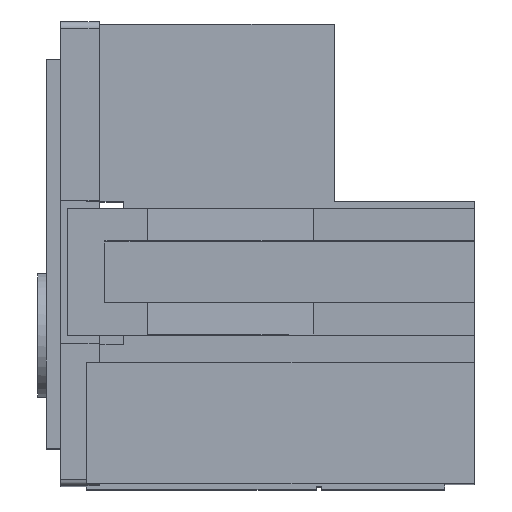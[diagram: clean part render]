
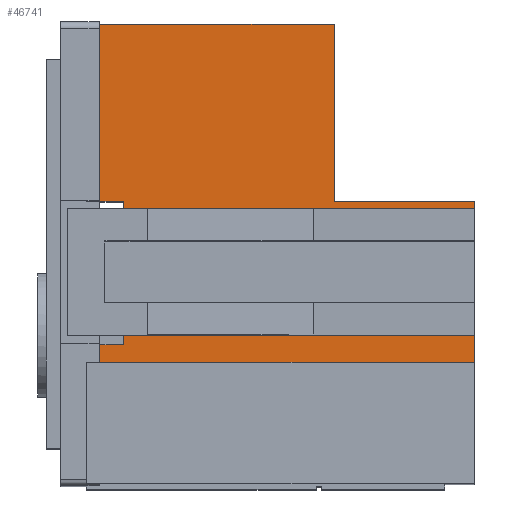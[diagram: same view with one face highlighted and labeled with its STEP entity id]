
A CAD part, top view. The second image highlights one B-rep face of the part: STEP entity #46741.
In plain terms, the highlighted planar face has unit normal (0, 0, 1).
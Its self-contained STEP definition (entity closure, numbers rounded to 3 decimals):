
#321 = VECTOR ( 'NONE', #58739, 1000. ) ;
#2929 = CARTESIAN_POINT ( 'NONE',  ( 18.4, 13.05, 31.325 ) ) ;
#3841 = VECTOR ( 'NONE', #39882, 1000. ) ;
#4555 = EDGE_CURVE ( 'NONE', #59799, #39203, #25413, .T. ) ;
#5647 = EDGE_LOOP ( 'NONE', ( #16028, #36028, #32256, #63861, #8796, #66399, #26688, #51241, #76943, #8077, #20698, #26263, #12569, #14804 ) ) ;
#6059 = CARTESIAN_POINT ( 'NONE',  ( 15.07, 7.05, 31.325 ) ) ;
#6216 = DIRECTION ( 'NONE',  ( 0., 1., 0. ) ) ;
#6355 = VECTOR ( 'NONE', #22862, 1000. ) ;
#6411 = CARTESIAN_POINT ( 'NONE',  ( 0., 13.4, 31.325 ) ) ;
#7313 = DIRECTION ( 'NONE',  ( 0., 0., -1. ) ) ;
#8077 = ORIENTED_EDGE ( 'NONE', *, *, #52072, .T. ) ;
#8796 = ORIENTED_EDGE ( 'NONE', *, *, #15742, .F. ) ;
#9792 = VERTEX_POINT ( 'NONE', #34830 ) ;
#10992 = CARTESIAN_POINT ( 'NONE',  ( 11.75, 13.4, 31.325 ) ) ;
#11367 = VERTEX_POINT ( 'NONE', #2929 ) ;
#11644 = DIRECTION ( 'NONE',  ( -1., 0., 0. ) ) ;
#11875 = CARTESIAN_POINT ( 'NONE',  ( 0., 5.75, 31.325 ) ) ;
#12419 = LINE ( 'NONE', #71138, #47972 ) ;
#12569 = ORIENTED_EDGE ( 'NONE', *, *, #70185, .F. ) ;
#14804 = ORIENTED_EDGE ( 'NONE', *, *, #66913, .F. ) ;
#14986 = DIRECTION ( 'NONE',  ( 0., 1., 0. ) ) ;
#15742 = EDGE_CURVE ( 'NONE', #45465, #73849, #63677, .T. ) ;
#16028 = ORIENTED_EDGE ( 'NONE', *, *, #58075, .F. ) ;
#16326 = CARTESIAN_POINT ( 'NONE',  ( 0., 21.8, 31.325 ) ) ;
#19257 = EDGE_CURVE ( 'NONE', #44858, #73849, #12419, .T. ) ;
#20698 = ORIENTED_EDGE ( 'NONE', *, *, #63406, .T. ) ;
#22862 = DIRECTION ( 'NONE',  ( 1., 0., 0. ) ) ;
#23012 = VERTEX_POINT ( 'NONE', #6411 ) ;
#24220 = LINE ( 'NONE', #54356, #73772 ) ;
#24336 = VERTEX_POINT ( 'NONE', #28722 ) ;
#24550 = DIRECTION ( 'NONE',  ( -1., 0., 0. ) ) ;
#25325 = EDGE_CURVE ( 'NONE', #45465, #75202, #29435, .T. ) ;
#25413 = LINE ( 'NONE', #73163, #50706 ) ;
#25821 = VERTEX_POINT ( 'NONE', #47613 ) ;
#26263 = ORIENTED_EDGE ( 'NONE', *, *, #76790, .F. ) ;
#26688 = ORIENTED_EDGE ( 'NONE', *, *, #36879, .T. ) ;
#27029 = EDGE_CURVE ( 'NONE', #59799, #25821, #51161, .T. ) ;
#27703 = DIRECTION ( 'NONE',  ( 0., 1., 0. ) ) ;
#27887 = LINE ( 'NONE', #63895, #32816 ) ;
#28722 = CARTESIAN_POINT ( 'NONE',  ( 18.4, 13.4, 31.325 ) ) ;
#29435 = LINE ( 'NONE', #70919, #43838 ) ;
#30360 = VERTEX_POINT ( 'NONE', #56877 ) ;
#30789 = CARTESIAN_POINT ( 'NONE',  ( 15.07, 13.05, 31.325 ) ) ;
#32256 = ORIENTED_EDGE ( 'NONE', *, *, #75717, .F. ) ;
#32692 = VECTOR ( 'NONE', #57810, 1000. ) ;
#32810 = CARTESIAN_POINT ( 'NONE',  ( 0., 6.6, 31.325 ) ) ;
#32816 = VECTOR ( 'NONE', #14986, 1000. ) ;
#34026 = CARTESIAN_POINT ( 'NONE',  ( 18.4, 13.4, 31.325 ) ) ;
#34830 = CARTESIAN_POINT ( 'NONE',  ( 1.75, 13.4, 31.325 ) ) ;
#35377 = LINE ( 'NONE', #47919, #6355 ) ;
#36028 = ORIENTED_EDGE ( 'NONE', *, *, #74266, .F. ) ;
#36879 = EDGE_CURVE ( 'NONE', #75202, #25821, #27887, .T. ) ;
#37455 = DIRECTION ( 'NONE',  ( 0., 1., 0. ) ) ;
#39203 = VERTEX_POINT ( 'NONE', #30789 ) ;
#39826 = LINE ( 'NONE', #45716, #66246 ) ;
#39882 = DIRECTION ( 'NONE',  ( 1., 0., 0. ) ) ;
#40051 = CARTESIAN_POINT ( 'NONE',  ( 18.4, 5.75, 31.325 ) ) ;
#40911 = CARTESIAN_POINT ( 'NONE',  ( 1.75, 13.4, 31.325 ) ) ;
#42884 = CARTESIAN_POINT ( 'NONE',  ( 11.75, 13.4, 31.325 ) ) ;
#43838 = VECTOR ( 'NONE', #47437, 1000. ) ;
#44858 = VERTEX_POINT ( 'NONE', #70286 ) ;
#45465 = VERTEX_POINT ( 'NONE', #11875 ) ;
#45716 = CARTESIAN_POINT ( 'NONE',  ( 18.4, 13.05, 31.325 ) ) ;
#46741 = ADVANCED_FACE ( 'NONE', ( #54674 ), #49933, .F. ) ;
#46849 = VECTOR ( 'NONE', #64793, 1000. ) ;
#47437 = DIRECTION ( 'NONE',  ( 1., 0., 0. ) ) ;
#47613 = CARTESIAN_POINT ( 'NONE',  ( 18.4, 7.05, 31.325 ) ) ;
#47919 = CARTESIAN_POINT ( 'NONE',  ( 0., 21.8, 31.325 ) ) ;
#47972 = VECTOR ( 'NONE', #11644, 1000. ) ;
#48426 = CARTESIAN_POINT ( 'NONE',  ( 0., 21.8, 31.325 ) ) ;
#48533 = CARTESIAN_POINT ( 'NONE',  ( 18.4, 13.05, 31.325 ) ) ;
#49226 = CARTESIAN_POINT ( 'NONE',  ( 0., 21.8, 31.325 ) ) ;
#49933 = PLANE ( 'NONE',  #65670 ) ;
#50706 = VECTOR ( 'NONE', #71644, 1000. ) ;
#51161 = LINE ( 'NONE', #6059, #61441 ) ;
#51241 = ORIENTED_EDGE ( 'NONE', *, *, #27029, .F. ) ;
#52072 = EDGE_CURVE ( 'NONE', #39203, #11367, #54407, .T. ) ;
#54356 = CARTESIAN_POINT ( 'NONE',  ( 1.75, 13.4, 31.325 ) ) ;
#54407 = LINE ( 'NONE', #48533, #73284 ) ;
#54674 = FACE_OUTER_BOUND ( 'NONE', #5647, .T. ) ;
#55086 = LINE ( 'NONE', #49226, #73377 ) ;
#56877 = CARTESIAN_POINT ( 'NONE',  ( 11.75, 21.8, 31.325 ) ) ;
#57425 = DIRECTION ( 'NONE',  ( 1., 0., 0. ) ) ;
#57810 = DIRECTION ( 'NONE',  ( 0., 1., 0. ) ) ;
#58075 = EDGE_CURVE ( 'NONE', #23012, #60028, #55086, .T. ) ;
#58739 = DIRECTION ( 'NONE',  ( 0., -1., 0. ) ) ;
#59799 = VERTEX_POINT ( 'NONE', #64750 ) ;
#60028 = VERTEX_POINT ( 'NONE', #68195 ) ;
#61441 = VECTOR ( 'NONE', #57425, 1000. ) ;
#61787 = DIRECTION ( 'NONE',  ( 1., 0., 0. ) ) ;
#63406 = EDGE_CURVE ( 'NONE', #11367, #24336, #39826, .T. ) ;
#63461 = LINE ( 'NONE', #10992, #321 ) ;
#63677 = LINE ( 'NONE', #16326, #32692 ) ;
#63861 = ORIENTED_EDGE ( 'NONE', *, *, #19257, .T. ) ;
#63895 = CARTESIAN_POINT ( 'NONE',  ( 18.4, 21.8, 31.325 ) ) ;
#64750 = CARTESIAN_POINT ( 'NONE',  ( 15.07, 7.05, 31.325 ) ) ;
#64793 = DIRECTION ( 'NONE',  ( -1., 0., 0. ) ) ;
#65670 = AXIS2_PLACEMENT_3D ( 'NONE', #48426, #7313, #24550 ) ;
#66246 = VECTOR ( 'NONE', #27703, 1000. ) ;
#66399 = ORIENTED_EDGE ( 'NONE', *, *, #25325, .T. ) ;
#66913 = EDGE_CURVE ( 'NONE', #60028, #30360, #35377, .T. ) ;
#68195 = CARTESIAN_POINT ( 'NONE',  ( 0., 21.8, 31.325 ) ) ;
#70185 = EDGE_CURVE ( 'NONE', #30360, #71849, #63461, .T. ) ;
#70286 = CARTESIAN_POINT ( 'NONE',  ( 1.75, 6.6, 31.325 ) ) ;
#70919 = CARTESIAN_POINT ( 'NONE',  ( 0., 5.75, 31.325 ) ) ;
#71138 = CARTESIAN_POINT ( 'NONE',  ( 1.75, 6.6, 31.325 ) ) ;
#71644 = DIRECTION ( 'NONE',  ( 0., 1., 0. ) ) ;
#71849 = VERTEX_POINT ( 'NONE', #42884 ) ;
#73163 = CARTESIAN_POINT ( 'NONE',  ( 15.07, 7.05, 31.325 ) ) ;
#73284 = VECTOR ( 'NONE', #61787, 1000. ) ;
#73377 = VECTOR ( 'NONE', #6216, 1000. ) ;
#73772 = VECTOR ( 'NONE', #37455, 1000. ) ;
#73849 = VERTEX_POINT ( 'NONE', #32810 ) ;
#74266 = EDGE_CURVE ( 'NONE', #9792, #23012, #76518, .T. ) ;
#75202 = VERTEX_POINT ( 'NONE', #40051 ) ;
#75507 = LINE ( 'NONE', #34026, #3841 ) ;
#75717 = EDGE_CURVE ( 'NONE', #44858, #9792, #24220, .T. ) ;
#76518 = LINE ( 'NONE', #40911, #46849 ) ;
#76790 = EDGE_CURVE ( 'NONE', #71849, #24336, #75507, .T. ) ;
#76943 = ORIENTED_EDGE ( 'NONE', *, *, #4555, .T. ) ;
